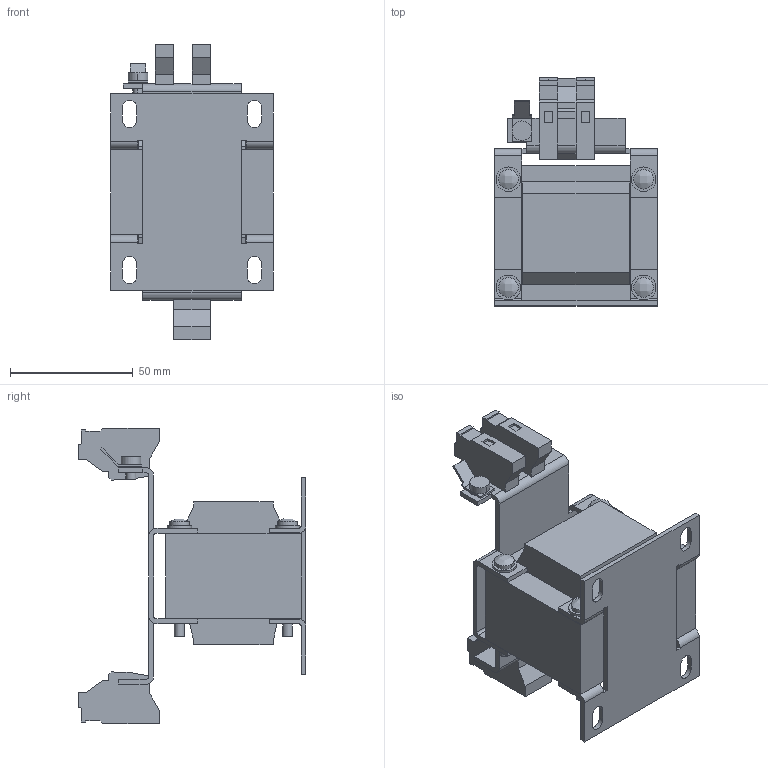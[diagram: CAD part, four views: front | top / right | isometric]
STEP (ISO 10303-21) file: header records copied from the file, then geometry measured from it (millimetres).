
FILE_DESCRIPTION (( 'STEP AP203' ), '1' );
FILE_NAME ('CT-005-060-12-0.step', '2024-10-31T17:00:35', ( '' ), ( '' ), 'SwSTEP 2.0', 'SolidWorks 2023', '' );
FILE_SCHEMA (( 'CONFIG_CONTROL_DESIGN' ));
Length unit declared in the file: inch
Products named in the file (1): CT-005-060-12-0
Bounding box: 66 x 92.7 x 120 mm (x, y, z)
Volume: 198895.9 mm3; surface area: 54988.3 mm2
Topology: 1 solids, 1 shells, 326 faces, 890 edges, 588 vertices
Faces by surface type: plane 233, cylinder 89, bspline 4
Entity records: 10449 total; most frequent: CARTESIAN_POINT 1893, ORIENTED_EDGE 1780, DIRECTION 1720, EDGE_CURVE 890, VECTOR 698, LINE 698, VERTEX_POINT 588, AXIS2_PLACEMENT_3D 511
